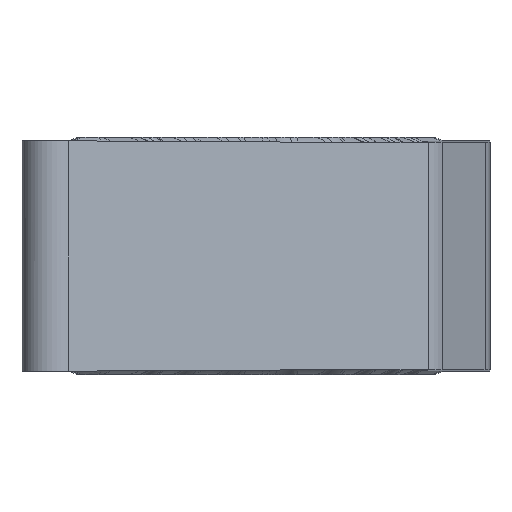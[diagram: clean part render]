
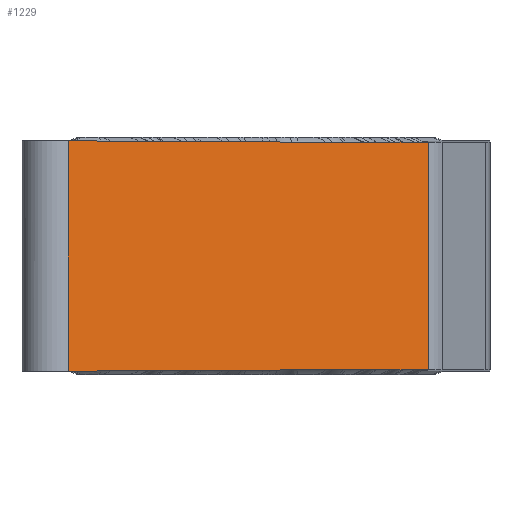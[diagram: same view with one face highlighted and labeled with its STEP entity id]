
A CAD part, left-side view. The second image highlights one B-rep face of the part: STEP entity #1229.
In plain terms, the highlighted planar face has unit normal (-0.819, -0.574, 0).
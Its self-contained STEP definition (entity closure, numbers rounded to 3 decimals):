
#139=PLANE('',#6893);
#610=FACE_OUTER_BOUND('',#1625,.T.);
#1229=ADVANCED_FACE('',(#610),#139,.F.);
#1625=EDGE_LOOP('',(#3057,#3058,#3059,#3060,#3061,#3062));
#1835=LINE('',#13965,#1911);
#1845=LINE('',#14099,#1921);
#1911=VECTOR('',#7531,1.);
#1921=VECTOR('',#7559,1.);
#3057=ORIENTED_EDGE('',*,*,#5363,.T.);
#3058=ORIENTED_EDGE('',*,*,#5338,.F.);
#3059=ORIENTED_EDGE('',*,*,#4820,.F.);
#3060=ORIENTED_EDGE('',*,*,#4819,.F.);
#3061=ORIENTED_EDGE('',*,*,#5362,.T.);
#3062=ORIENTED_EDGE('',*,*,#5364,.T.);
#4117=VERTEX_POINT('',#8091);
#4118=VERTEX_POINT('',#8107);
#4119=VERTEX_POINT('',#8112);
#4457=VERTEX_POINT('',#13966);
#4471=VERTEX_POINT('',#14098);
#4472=VERTEX_POINT('',#14105);
#4819=EDGE_CURVE('',#4117,#4118,#5888,.T.);
#4820=EDGE_CURVE('',#4118,#4119,#5889,.T.);
#5338=EDGE_CURVE('',#4119,#4457,#1835,.T.);
#5362=EDGE_CURVE('',#4117,#4471,#1845,.T.);
#5363=EDGE_CURVE('',#4472,#4457,#6295,.T.);
#5364=EDGE_CURVE('',#4471,#4472,#6296,.T.);
#5888=B_SPLINE_CURVE_WITH_KNOTS('',3,(#8092,#8093,#8094,#8095,#8096,#8097,
#8098,#8099,#8100,#8101,#8102,#8103,#8104,#8105,#8106),.UNSPECIFIED.,.F.,
 .F.,(4,1,1,1,1,1,1,1,1,1,1,1,4),(0.,0.001,0.003,
0.004,0.052,0.099,0.288,
0.477,0.665,0.854,0.949,
0.996,1.),.UNSPECIFIED.);
#5889=B_SPLINE_CURVE_WITH_KNOTS('',3,(#8108,#8109,#8110,#8111),
 .UNSPECIFIED.,.F.,.F.,(4,4),(0.,1.),.UNSPECIFIED.);
#6295=B_SPLINE_CURVE_WITH_KNOTS('',3,(#14101,#14102,#14103,#14104),
 .UNSPECIFIED.,.F.,.F.,(4,4),(0.,1.),.UNSPECIFIED.);
#6296=B_SPLINE_CURVE_WITH_KNOTS('',3,(#14106,#14107,#14108,#14109),
 .UNSPECIFIED.,.F.,.F.,(4,4),(0.,1.),.UNSPECIFIED.);
#6893=AXIS2_PLACEMENT_3D('',#14110,#7562,#7563);
#7531=DIRECTION('',(0.,0.,-1.));
#7559=DIRECTION('',(0.,0.,-1.));
#7562=DIRECTION('',(0.819,0.574,0.));
#7563=DIRECTION('',(-0.574,0.819,0.));
#8091=CARTESIAN_POINT('',(-11.317,5.091,-0.1));
#8092=CARTESIAN_POINT('',(-11.317,5.091,-0.1));
#8093=CARTESIAN_POINT('',(-11.314,5.088,-0.1));
#8094=CARTESIAN_POINT('',(-11.309,5.08,-0.1));
#8095=CARTESIAN_POINT('',(-11.301,5.069,-0.1));
#8096=CARTESIAN_POINT('',(-11.208,4.936,-0.101));
#8097=CARTESIAN_POINT('',(-11.031,4.682,-0.102));
#8098=CARTESIAN_POINT('',(-10.506,3.933,-0.106));
#8099=CARTESIAN_POINT('',(-9.719,2.81,-0.112));
#8100=CARTESIAN_POINT('',(-8.67,1.312,-0.121));
#8101=CARTESIAN_POINT('',(-7.621,-0.186,-0.129));
#8102=CARTESIAN_POINT('',(-6.747,-1.435,-0.136));
#8103=CARTESIAN_POINT('',(-6.135,-2.309,-0.14));
#8104=CARTESIAN_POINT('',(-5.866,-2.693,-0.143));
#8105=CARTESIAN_POINT('',(-5.771,-2.829,-0.143));
#8106=CARTESIAN_POINT('',(-5.764,-2.839,-0.143));
#8107=CARTESIAN_POINT('',(-5.764,-2.839,-0.143));
#8108=CARTESIAN_POINT('',(-5.764,-2.839,-0.143));
#8109=CARTESIAN_POINT('',(-5.336,-3.451,-0.147));
#8110=CARTESIAN_POINT('',(-4.907,-4.063,-0.144));
#8111=CARTESIAN_POINT('',(-4.479,-4.675,-0.144));
#8112=CARTESIAN_POINT('',(-4.479,-4.675,-0.144));
#13965=CARTESIAN_POINT('',(-4.479,-4.675,0.15));
#13966=CARTESIAN_POINT('',(-4.479,-4.675,-6.306));
#14098=CARTESIAN_POINT('',(-11.317,5.091,-6.35));
#14099=CARTESIAN_POINT('',(-11.317,5.091,0.15));
#14101=CARTESIAN_POINT('',(-5.764,-2.839,-6.307));
#14102=CARTESIAN_POINT('',(-5.336,-3.451,-6.303));
#14103=CARTESIAN_POINT('',(-4.907,-4.063,-6.306));
#14104=CARTESIAN_POINT('',(-4.479,-4.675,-6.306));
#14105=CARTESIAN_POINT('',(-5.764,-2.839,-6.307));
#14106=CARTESIAN_POINT('',(-11.317,5.091,-6.35));
#14107=CARTESIAN_POINT('',(-9.466,2.448,-6.336));
#14108=CARTESIAN_POINT('',(-7.615,-0.196,-6.321));
#14109=CARTESIAN_POINT('',(-5.764,-2.839,-6.307));
#14110=CARTESIAN_POINT('',(-4.479,-4.675,0.15));
